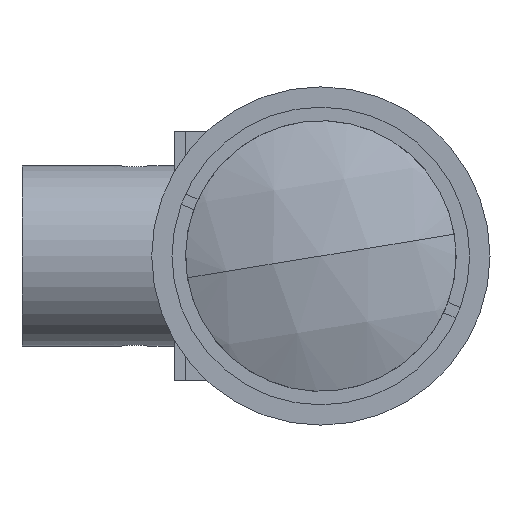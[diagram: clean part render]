
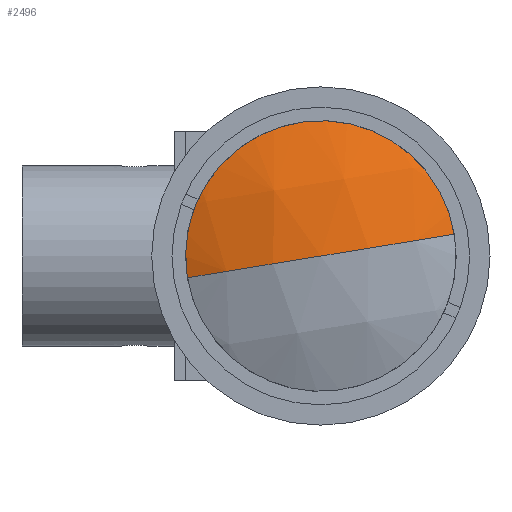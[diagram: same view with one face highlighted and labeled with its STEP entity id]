
A CAD part, left-side view. The second image highlights one B-rep face of the part: STEP entity #2496.
In plain terms, the highlighted spherical face has radius 28.98 mm.
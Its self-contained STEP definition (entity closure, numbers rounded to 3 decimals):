
#37 = CARTESIAN_POINT ( 'NONE',  ( 30.477, 0., 0. ) ) ;
#127 = DIRECTION ( 'NONE',  ( 0., 0.161, 0.987 ) ) ;
#131 = DIRECTION ( 'NONE',  ( -1., 0., 0. ) ) ;
#137 = CARTESIAN_POINT ( 'NONE',  ( 4.331, 0., 0. ) ) ;
#158 = EDGE_CURVE ( 'NONE', #2877, #830, #3507, .T. ) ;
#261 = EDGE_CURVE ( 'NONE', #591, #830, #3242, .T. ) ;
#288 = DIRECTION ( 'NONE',  ( 0., -0.987, 0.161 ) ) ;
#591 = VERTEX_POINT ( 'NONE', #3320 ) ;
#830 = VERTEX_POINT ( 'NONE', #2395 ) ;
#1016 = DIRECTION ( 'NONE',  ( 0., 0.987, -0.161 ) ) ;
#1027 = ORIENTED_EDGE ( 'NONE', *, *, #261, .T. ) ;
#1092 = CIRCLE ( 'NONE', #3496, 12.5 ) ;
#1259 = EDGE_LOOP ( 'NONE', ( #1830, #1713, #1027 ) ) ;
#1320 = SPHERICAL_SURFACE ( 'NONE', #2916, 28.98 ) ;
#1647 = DIRECTION ( 'NONE',  ( 0., 0.161, 0.987 ) ) ;
#1713 = ORIENTED_EDGE ( 'NONE', *, *, #2573, .T. ) ;
#1817 = CARTESIAN_POINT ( 'NONE',  ( 4.331, -12.337, 2.011 ) ) ;
#1830 = ORIENTED_EDGE ( 'NONE', *, *, #158, .F. ) ;
#2114 = DIRECTION ( 'NONE',  ( 0., -0.161, -0.987 ) ) ;
#2227 = DIRECTION ( 'NONE',  ( 0., 0.987, -0.161 ) ) ;
#2272 = CARTESIAN_POINT ( 'NONE',  ( 30.477, 0., 0. ) ) ;
#2395 = CARTESIAN_POINT ( 'NONE',  ( 1.497, 0., 0. ) ) ;
#2456 = CARTESIAN_POINT ( 'NONE',  ( 30.477, 0., 0. ) ) ;
#2496 = ADVANCED_FACE ( 'NONE', ( #3308 ), #1320, .T. ) ;
#2573 = EDGE_CURVE ( 'NONE', #2877, #591, #1092, .T. ) ;
#2877 = VERTEX_POINT ( 'NONE', #1817 ) ;
#2916 = AXIS2_PLACEMENT_3D ( 'NONE', #2272, #2114, #2227 ) ;
#3209 = DIRECTION ( 'NONE',  ( 0., -0.161, -0.987 ) ) ;
#3242 = CIRCLE ( 'NONE', #3422, 28.98 ) ;
#3308 = FACE_OUTER_BOUND ( 'NONE', #1259, .T. ) ;
#3320 = CARTESIAN_POINT ( 'NONE',  ( 4.331, 12.337, -2.011 ) ) ;
#3409 = AXIS2_PLACEMENT_3D ( 'NONE', #2456, #3209, #1016 ) ;
#3422 = AXIS2_PLACEMENT_3D ( 'NONE', #37, #1647, #288 ) ;
#3496 = AXIS2_PLACEMENT_3D ( 'NONE', #137, #131, #127 ) ;
#3507 = CIRCLE ( 'NONE', #3409, 28.98 ) ;
